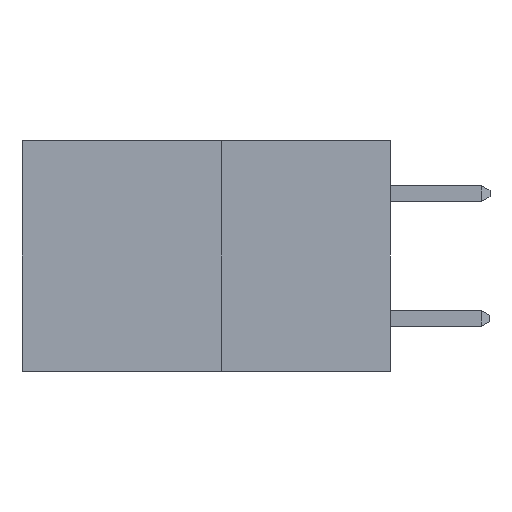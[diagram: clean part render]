
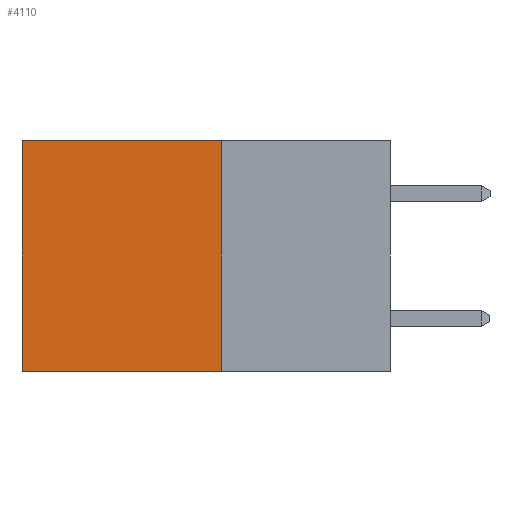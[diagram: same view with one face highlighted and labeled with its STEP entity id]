
A CAD part, left-side view. The second image highlights one B-rep face of the part: STEP entity #4110.
In plain terms, the highlighted planar face has unit normal (-1, 0, 0).
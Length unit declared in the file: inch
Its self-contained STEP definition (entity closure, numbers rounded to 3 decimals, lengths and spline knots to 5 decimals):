
#82 = CARTESIAN_POINT ( 'NONE',  ( 0.277, 0.27, -0.37 ) ) ;
#372 = LINE ( 'NONE', #2181, #3970 ) ;
#716 = EDGE_CURVE ( 'NONE', #5950, #5163, #3444, .T. ) ;
#1244 = EDGE_CURVE ( 'NONE', #4115, #5950, #3914, .T. ) ;
#2144 = VECTOR ( 'NONE', #5271, 39.37008 ) ;
#2181 = CARTESIAN_POINT ( 'NONE',  ( 0.277, 0.59, -0.37 ) ) ;
#2381 = EDGE_CURVE ( 'NONE', #4115, #4744, #5351, .T. ) ;
#2732 = EDGE_CURVE ( 'NONE', #4744, #5163, #372, .T. ) ;
#2844 = DIRECTION ( 'NONE',  ( 0., 1., 0. ) ) ;
#2946 = CARTESIAN_POINT ( 'NONE',  ( 0.277, 0.27, -0.37 ) ) ;
#2956 = ORIENTED_EDGE ( 'NONE', *, *, #2732, .T. ) ;
#3372 = CARTESIAN_POINT ( 'NONE',  ( 0.277, 0.27, -0.37 ) ) ;
#3401 = FACE_OUTER_BOUND ( 'NONE', #5966, .T. ) ;
#3421 = DIRECTION ( 'NONE',  ( 0., 1., 0. ) ) ;
#3444 = LINE ( 'NONE', #3372, #4646 ) ;
#3657 = ORIENTED_EDGE ( 'NONE', *, *, #2381, .T. ) ;
#3914 = LINE ( 'NONE', #4623, #2144 ) ;
#3948 = CARTESIAN_POINT ( 'NONE',  ( 0.277, 0.27, 0. ) ) ;
#3970 = VECTOR ( 'NONE', #7404, 39.37008 ) ;
#3982 = CARTESIAN_POINT ( 'NONE',  ( 0.277, 0.27, 0. ) ) ;
#4110 = ADVANCED_FACE ( 'NONE', ( #3401 ), #4171, .F. ) ;
#4115 = VERTEX_POINT ( 'NONE', #3982 ) ;
#4171 = PLANE ( 'NONE',  #6557 ) ;
#4369 = ORIENTED_EDGE ( 'NONE', *, *, #716, .F. ) ;
#4623 = CARTESIAN_POINT ( 'NONE',  ( 0.277, 0.27, -0.37 ) ) ;
#4646 = VECTOR ( 'NONE', #2844, 39.37008 ) ;
#4744 = VERTEX_POINT ( 'NONE', #6380 ) ;
#4980 = DIRECTION ( 'NONE',  ( 1., 0., 0. ) ) ;
#5163 = VERTEX_POINT ( 'NONE', #7267 ) ;
#5271 = DIRECTION ( 'NONE',  ( 0., 0., -1. ) ) ;
#5351 = LINE ( 'NONE', #3948, #6606 ) ;
#5866 = ORIENTED_EDGE ( 'NONE', *, *, #1244, .F. ) ;
#5950 = VERTEX_POINT ( 'NONE', #82 ) ;
#5966 = EDGE_LOOP ( 'NONE', ( #2956, #4369, #5866, #3657 ) ) ;
#6380 = CARTESIAN_POINT ( 'NONE',  ( 0.277, 0.59, 0. ) ) ;
#6557 = AXIS2_PLACEMENT_3D ( 'NONE', #2946, #4980, #6905 ) ;
#6606 = VECTOR ( 'NONE', #3421, 39.37008 ) ;
#6905 = DIRECTION ( 'NONE',  ( 0., 0., -1. ) ) ;
#7267 = CARTESIAN_POINT ( 'NONE',  ( 0.277, 0.59, -0.37 ) ) ;
#7404 = DIRECTION ( 'NONE',  ( 0., 0., -1. ) ) ;
